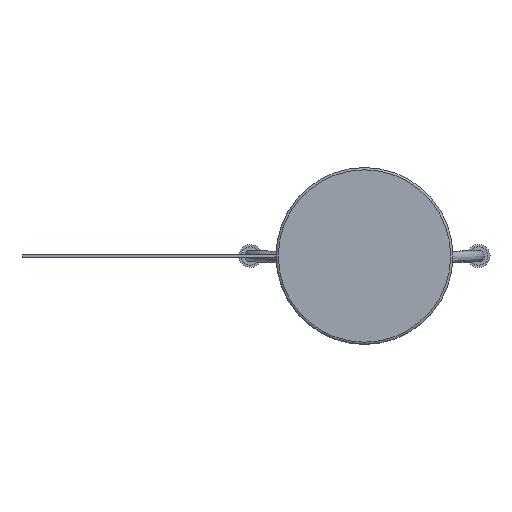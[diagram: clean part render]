
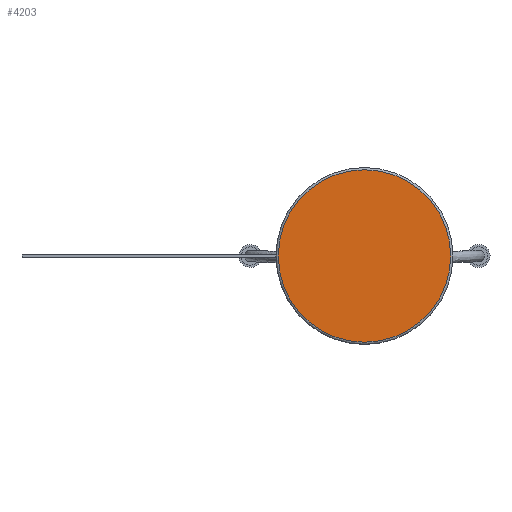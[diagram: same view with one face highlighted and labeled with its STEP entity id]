
A CAD part, front view. The second image highlights one B-rep face of the part: STEP entity #4203.
In plain terms, the highlighted planar face has unit normal (0, -1, 0).
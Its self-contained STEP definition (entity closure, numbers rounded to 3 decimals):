
#53=PLANE('',#4520);
#511=CIRCLE('',#4510,7.55);
#512=CIRCLE('',#4511,7.55);
#924=FACE_OUTER_BOUND('',#1185,.T.);
#1185=EDGE_LOOP('',(#2816,#2817));
#1670=VERTEX_POINT('',#6742);
#1671=VERTEX_POINT('',#6744);
#2105=EDGE_CURVE('',#1670,#1671,#511,.T.);
#2106=EDGE_CURVE('',#1671,#1670,#512,.T.);
#2816=ORIENTED_EDGE('',*,*,#2106,.F.);
#2817=ORIENTED_EDGE('',*,*,#2105,.F.);
#4203=ADVANCED_FACE('',(#924),#53,.T.);
#4510=AXIS2_PLACEMENT_3D('',#6745,#5082,#5083);
#4511=AXIS2_PLACEMENT_3D('',#6746,#5084,#5085);
#4520=AXIS2_PLACEMENT_3D('',#6760,#5103,#5104);
#5082=DIRECTION('center_axis',(0.,1.,0.));
#5083=DIRECTION('ref_axis',(0.,0.,
-1.));
#5084=DIRECTION('center_axis',(0.,1.,0.));
#5085=DIRECTION('ref_axis',(0.,0.,
-1.));
#5103=DIRECTION('center_axis',(0.,-1.,0.));
#5104=DIRECTION('ref_axis',(1.,0.,0.));
#6742=CARTESIAN_POINT('',(0.,0.,-7.55));
#6744=CARTESIAN_POINT('',(-7.55,0.,0.));
#6745=CARTESIAN_POINT('Origin',(0.,0.,
0.));
#6746=CARTESIAN_POINT('Origin',(0.,0.,
0.));
#6760=CARTESIAN_POINT('Origin',(-7.75,0.,0.));
